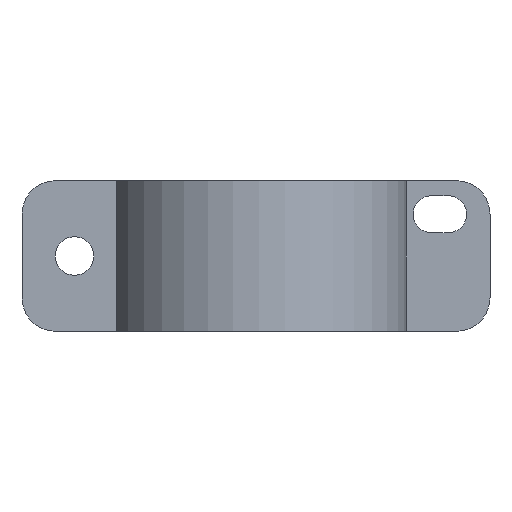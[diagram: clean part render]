
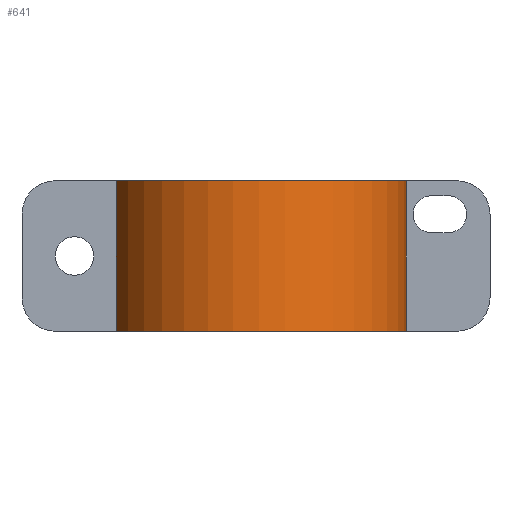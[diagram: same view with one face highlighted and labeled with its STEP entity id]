
A CAD part, front view. The second image highlights one B-rep face of the part: STEP entity #641.
In plain terms, the highlighted cylindrical face has radius 9 mm (diameter 18 mm), a partial arc.
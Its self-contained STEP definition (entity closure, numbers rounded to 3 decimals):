
#27=CYLINDRICAL_SURFACE('',#714,9.);
#38=CIRCLE('',#670,9.);
#44=CIRCLE('',#680,9.);
#90=FACE_OUTER_BOUND('',#128,.T.);
#128=EDGE_LOOP('',(#570,#571,#572,#573));
#178=LINE('',#1020,#242);
#181=LINE('',#1036,#245);
#242=VECTOR('',#820,10.);
#245=VECTOR('',#841,10.);
#283=VERTEX_POINT('',#958);
#284=VERTEX_POINT('',#960);
#298=VERTEX_POINT('',#995);
#299=VERTEX_POINT('',#997);
#349=EDGE_CURVE('',#284,#283,#38,.T.);
#367=EDGE_CURVE('',#298,#299,#44,.T.);
#379=EDGE_CURVE('',#284,#298,#178,.T.);
#388=EDGE_CURVE('',#283,#299,#181,.T.);
#570=ORIENTED_EDGE('',*,*,#388,.T.);
#571=ORIENTED_EDGE('',*,*,#367,.F.);
#572=ORIENTED_EDGE('',*,*,#379,.F.);
#573=ORIENTED_EDGE('',*,*,#349,.T.);
#641=ADVANCED_FACE('',(#90),#27,.T.);
#670=AXIS2_PLACEMENT_3D('',#961,#766,#767);
#680=AXIS2_PLACEMENT_3D('',#998,#798,#799);
#714=AXIS2_PLACEMENT_3D('',#1081,#893,#894);
#766=DIRECTION('center_axis',(0.,0.,1.));
#767=DIRECTION('ref_axis',(-0.928,-0.372,0.));
#798=DIRECTION('center_axis',(0.,0.,1.));
#799=DIRECTION('ref_axis',(-0.928,-0.372,0.));
#820=DIRECTION('',(0.,0.,1.));
#841=DIRECTION('',(0.,0.,1.));
#893=DIRECTION('center_axis',(0.,0.,1.));
#894=DIRECTION('ref_axis',(0.437,-0.899,0.));
#958=CARTESIAN_POINT('',(7.794,4.5,0.));
#960=CARTESIAN_POINT('',(-8.353,-3.35,0.));
#961=CARTESIAN_POINT('Origin',(0.,0.,0.));
#995=CARTESIAN_POINT('',(-8.353,-3.35,9.));
#997=CARTESIAN_POINT('',(7.794,4.5,9.));
#998=CARTESIAN_POINT('Origin',(0.,0.,9.));
#1020=CARTESIAN_POINT('',(-8.353,-3.35,0.));
#1036=CARTESIAN_POINT('',(7.794,4.5,0.));
#1081=CARTESIAN_POINT('Origin',(0.,0.,0.));
